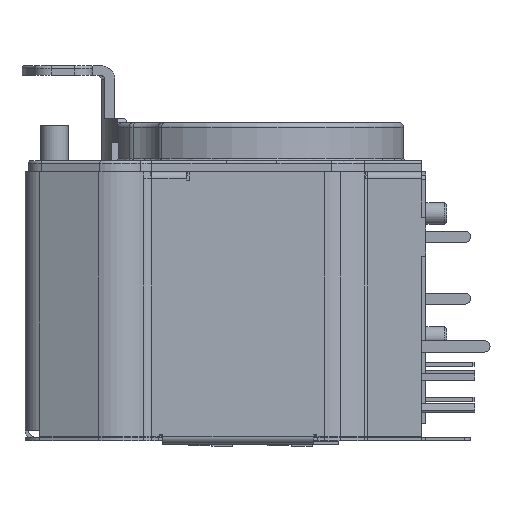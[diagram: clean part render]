
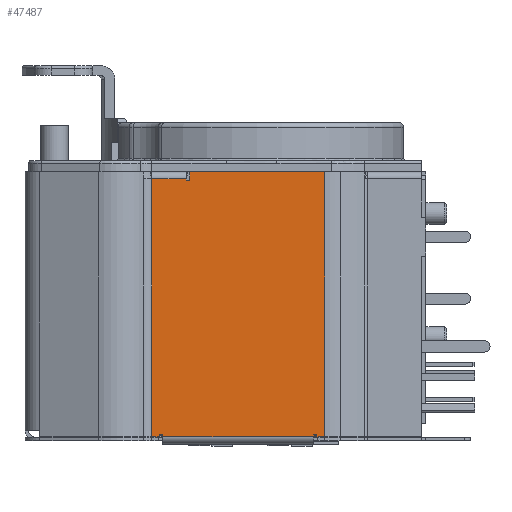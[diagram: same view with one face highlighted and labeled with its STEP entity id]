
A CAD part, left-side view. The second image highlights one B-rep face of the part: STEP entity #47487.
In plain terms, the highlighted planar face has unit normal (-1, 0, 0).
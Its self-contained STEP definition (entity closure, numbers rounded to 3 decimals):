
#4217=LINE('',#76321,#9662);
#4264=LINE('',#76443,#9709);
#4267=LINE('',#76450,#9712);
#4271=LINE('',#76457,#9716);
#4273=LINE('',#76461,#9718);
#4274=LINE('',#76463,#9719);
#4275=LINE('',#76465,#9720);
#4276=LINE('',#76467,#9721);
#4277=LINE('',#76469,#9722);
#4278=LINE('',#76471,#9723);
#4279=LINE('',#76473,#9724);
#4280=LINE('',#76475,#9725);
#4281=LINE('',#76477,#9726);
#4282=LINE('',#76479,#9727);
#4283=LINE('',#76481,#9728);
#4284=LINE('',#76482,#9729);
#9662=VECTOR('',#59537,0.86);
#9709=VECTOR('',#59628,10.);
#9712=VECTOR('',#59633,10.);
#9716=VECTOR('',#59639,10.);
#9718=VECTOR('',#59643,10.);
#9719=VECTOR('',#59644,10.);
#9720=VECTOR('',#59645,10.);
#9721=VECTOR('',#59646,0.86);
#9722=VECTOR('',#59647,10.);
#9723=VECTOR('',#59648,0.86);
#9724=VECTOR('',#59649,10.);
#9725=VECTOR('',#59650,10.);
#9726=VECTOR('',#59651,10.);
#9727=VECTOR('',#59652,10.);
#9728=VECTOR('',#59653,10.);
#9729=VECTOR('',#59654,0.86);
#13038=PLANE('',#50828);
#15356=FACE_OUTER_BOUND('',#17970,.T.);
#17970=EDGE_LOOP('',(#40264,#40265,#40266,#40267,#40268,#40269,#40270,#40271,
#40272,#40273,#40274,#40275,#40276,#40277,#40278,#40279));
#23268=VERTEX_POINT('',#76318);
#23269=VERTEX_POINT('',#76320);
#23322=VERTEX_POINT('',#76442);
#23324=VERTEX_POINT('',#76448);
#23325=VERTEX_POINT('',#76449);
#23328=VERTEX_POINT('',#76460);
#23329=VERTEX_POINT('',#76462);
#23330=VERTEX_POINT('',#76464);
#23331=VERTEX_POINT('',#76466);
#23332=VERTEX_POINT('',#76468);
#23333=VERTEX_POINT('',#76470);
#23334=VERTEX_POINT('',#76472);
#23335=VERTEX_POINT('',#76474);
#23336=VERTEX_POINT('',#76476);
#23337=VERTEX_POINT('',#76478);
#23338=VERTEX_POINT('',#76480);
#29189=EDGE_CURVE('',#23268,#23269,#4217,.T.);
#29251=EDGE_CURVE('',#23322,#23269,#4264,.T.);
#29254=EDGE_CURVE('',#23324,#23325,#4267,.T.);
#29258=EDGE_CURVE('',#23325,#23322,#4271,.T.);
#29260=EDGE_CURVE('',#23268,#23328,#4273,.T.);
#29261=EDGE_CURVE('',#23328,#23329,#4274,.T.);
#29262=EDGE_CURVE('',#23329,#23330,#4275,.T.);
#29263=EDGE_CURVE('',#23331,#23330,#4276,.T.);
#29264=EDGE_CURVE('',#23332,#23331,#4277,.T.);
#29265=EDGE_CURVE('',#23332,#23333,#4278,.T.);
#29266=EDGE_CURVE('',#23333,#23334,#4279,.T.);
#29267=EDGE_CURVE('',#23334,#23335,#4280,.T.);
#29268=EDGE_CURVE('',#23335,#23336,#4281,.T.);
#29269=EDGE_CURVE('',#23336,#23337,#4282,.T.);
#29270=EDGE_CURVE('',#23337,#23338,#4283,.T.);
#29271=EDGE_CURVE('',#23324,#23338,#4284,.T.);
#40264=ORIENTED_EDGE('',*,*,#29254,.T.);
#40265=ORIENTED_EDGE('',*,*,#29258,.T.);
#40266=ORIENTED_EDGE('',*,*,#29251,.T.);
#40267=ORIENTED_EDGE('',*,*,#29189,.F.);
#40268=ORIENTED_EDGE('',*,*,#29260,.T.);
#40269=ORIENTED_EDGE('',*,*,#29261,.T.);
#40270=ORIENTED_EDGE('',*,*,#29262,.T.);
#40271=ORIENTED_EDGE('',*,*,#29263,.F.);
#40272=ORIENTED_EDGE('',*,*,#29264,.F.);
#40273=ORIENTED_EDGE('',*,*,#29265,.T.);
#40274=ORIENTED_EDGE('',*,*,#29266,.T.);
#40275=ORIENTED_EDGE('',*,*,#29267,.T.);
#40276=ORIENTED_EDGE('',*,*,#29268,.T.);
#40277=ORIENTED_EDGE('',*,*,#29269,.T.);
#40278=ORIENTED_EDGE('',*,*,#29270,.T.);
#40279=ORIENTED_EDGE('',*,*,#29271,.F.);
#47487=ADVANCED_FACE('',(#15356),#13038,.T.);
#50828=AXIS2_PLACEMENT_3D('',#76459,#59641,#59642);
#59537=DIRECTION('',(0.,1.,0.));
#59628=DIRECTION('',(0.,0.,-1.));
#59633=DIRECTION('',(0.,0.,1.));
#59639=DIRECTION('',(0.,-1.,0.));
#59641=DIRECTION('center_axis',(-1.,0.,0.));
#59642=DIRECTION('ref_axis',(0.,0.,
-1.));
#59643=DIRECTION('',(0.,0.,1.));
#59644=DIRECTION('',(0.,-1.,0.));
#59645=DIRECTION('',(0.,0.,-1.));
#59646=DIRECTION('',(0.,1.,0.));
#59647=DIRECTION('',(0.,0.,-1.));
#59648=DIRECTION('',(0.,1.,0.));
#59649=DIRECTION('',(0.,0.,-1.));
#59650=DIRECTION('',(0.,1.,0.));
#59651=DIRECTION('',(0.,0.,1.));
#59652=DIRECTION('',(0.,1.,0.));
#59653=DIRECTION('',(0.,0.,-1.));
#59654=DIRECTION('',(0.,1.,0.));
#76318=CARTESIAN_POINT('',(-11.35,-4.438,-19.));
#76320=CARTESIAN_POINT('',(-11.35,6.378,-19.));
#76321=CARTESIAN_POINT('',(-11.35,62.566,-19.));
#76442=CARTESIAN_POINT('',(-11.35,6.378,-18.875));
#76443=CARTESIAN_POINT('',(-11.35,6.378,-14.188));
#76448=CARTESIAN_POINT('',(-11.35,6.628,-19.));
#76449=CARTESIAN_POINT('',(-11.35,6.628,-18.875));
#76450=CARTESIAN_POINT('',(-11.35,6.628,-14.25));
#76457=CARTESIAN_POINT('',(-11.35,16.891,-18.875));
#76459=CARTESIAN_POINT('Origin',(-11.35,27.154,-9.5));
#76460=CARTESIAN_POINT('',(-11.35,-4.438,-18.875));
#76461=CARTESIAN_POINT('',(-11.35,-4.438,-14.25));
#76462=CARTESIAN_POINT('',(-11.35,-4.688,-18.875));
#76463=CARTESIAN_POINT('',(-11.35,11.358,-18.875));
#76464=CARTESIAN_POINT('',(-11.35,-4.688,-19.));
#76465=CARTESIAN_POINT('',(-11.35,-4.688,-14.188));
#76466=CARTESIAN_POINT('',(-11.35,-5.238,-19.));
#76467=CARTESIAN_POINT('',(-11.35,62.566,-19.));
#76468=CARTESIAN_POINT('',(-11.35,-5.238,0.));
#76469=CARTESIAN_POINT('',(-11.35,-5.238,-9.5));
#76470=CARTESIAN_POINT('',(-11.35,4.428,0.));
#76471=CARTESIAN_POINT('',(-11.35,62.566,0.));
#76472=CARTESIAN_POINT('',(-11.35,4.428,-0.625));
#76473=CARTESIAN_POINT('',(-11.35,4.428,-5.063));
#76474=CARTESIAN_POINT('',(-11.35,4.678,-0.625));
#76475=CARTESIAN_POINT('',(-11.35,15.916,-0.625));
#76476=CARTESIAN_POINT('',(-11.35,4.678,-0.5));
#76477=CARTESIAN_POINT('',(-11.35,4.678,-4.75));
#76478=CARTESIAN_POINT('',(-11.35,7.178,-0.5));
#76479=CARTESIAN_POINT('',(-11.35,17.166,-0.5));
#76480=CARTESIAN_POINT('',(-11.35,7.178,-19.));
#76481=CARTESIAN_POINT('',(-11.35,7.178,-9.5));
#76482=CARTESIAN_POINT('',(-11.35,62.566,-19.));
